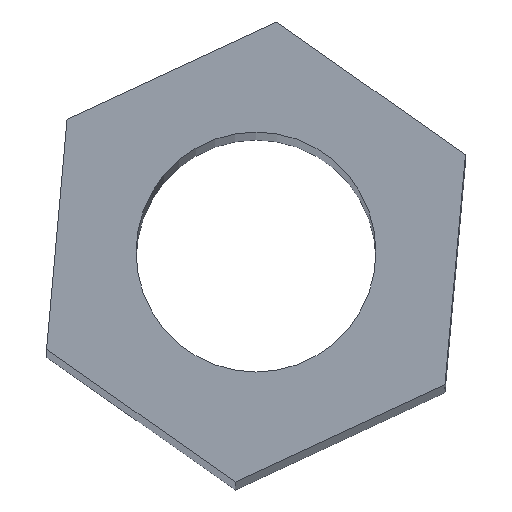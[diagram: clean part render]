
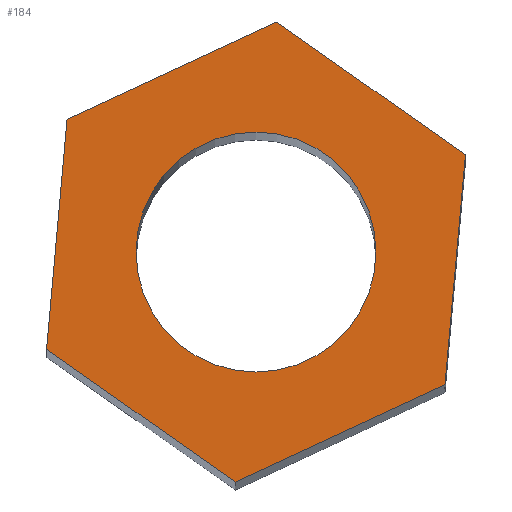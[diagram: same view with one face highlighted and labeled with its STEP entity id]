
A CAD part, top view. The second image highlights one B-rep face of the part: STEP entity #184.
In plain terms, the highlighted free-form (B-spline) face has degree [1, 1] with [2, 2] control points.
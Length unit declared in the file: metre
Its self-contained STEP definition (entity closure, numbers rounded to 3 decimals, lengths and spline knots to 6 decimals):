
#14=LINE('',#259,#32);
#18=LINE('',#270,#36);
#21=LINE('',#279,#39);
#24=LINE('',#288,#42);
#27=LINE('',#297,#45);
#29=LINE('',#313,#47);
#32=VECTOR('',#211,1.);
#36=VECTOR('',#215,1.);
#39=VECTOR('',#218,1.);
#42=VECTOR('',#221,1.);
#45=VECTOR('',#224,1.);
#47=VECTOR('',#230,1.);
#54=B_SPLINE_SURFACE_WITH_KNOTS('',1,1,((#314,#315),(#316,#317)),
 .PLANE_SURF.,.F.,.F.,.F.,(2,2),(2,2),(0.,1.),(0.,1.),.UNSPECIFIED.);
#90=ORIENTED_EDGE('',*,*,#106,.F.);
#91=ORIENTED_EDGE('',*,*,#126,.F.);
#92=ORIENTED_EDGE('',*,*,#112,.T.);
#93=ORIENTED_EDGE('',*,*,#116,.T.);
#94=ORIENTED_EDGE('',*,*,#119,.T.);
#95=ORIENTED_EDGE('',*,*,#122,.T.);
#96=ORIENTED_EDGE('',*,*,#125,.T.);
#97=ORIENTED_EDGE('',*,*,#129,.T.);
#106=EDGE_CURVE('',#130,#131,#146,.T.);
#112=EDGE_CURVE('',#137,#136,#14,.T.);
#116=EDGE_CURVE('',#136,#139,#18,.T.);
#119=EDGE_CURVE('',#139,#141,#21,.T.);
#122=EDGE_CURVE('',#141,#143,#24,.T.);
#125=EDGE_CURVE('',#143,#145,#27,.T.);
#126=EDGE_CURVE('',#131,#130,#148,.T.);
#129=EDGE_CURVE('',#145,#137,#29,.T.);
#130=VERTEX_POINT('',#241);
#131=VERTEX_POINT('',#242);
#136=VERTEX_POINT('',#258);
#137=VERTEX_POINT('',#260);
#139=VERTEX_POINT('',#269);
#141=VERTEX_POINT('',#278);
#143=VERTEX_POINT('',#287);
#145=VERTEX_POINT('',#296);
#146=CIRCLE('',#199,0.0015);
#148=CIRCLE('',#201,0.0015);
#158=EDGE_LOOP('',(#90,#91));
#159=EDGE_LOOP('',(#92,#93,#94,#95,#96,#97));
#170=FACE_BOUND('',#158,.T.);
#171=FACE_BOUND('',#159,.T.);
#184=ADVANCED_FACE('',(#170,#171),#54,.T.);
#199=AXIS2_PLACEMENT_3D('',#240,#205,#206);
#201=AXIS2_PLACEMENT_3D('',#306,#225,#226);
#205=DIRECTION('',(0.,0.,1.));
#206=DIRECTION('',(1.,0.,0.));
#211=DIRECTION('',(0.818,-0.575,0.));
#215=DIRECTION('',(0.907,0.421,0.));
#218=DIRECTION('',(0.089,0.996,0.));
#221=DIRECTION('',(-0.818,0.575,0.));
#224=DIRECTION('',(-0.907,-0.421,0.));
#225=DIRECTION('',(0.,0.,1.));
#226=DIRECTION('',(1.,0.,0.));
#230=DIRECTION('',(-0.089,-0.996,0.));
#240=CARTESIAN_POINT('',(-0.03,0.,0.057));
#241=CARTESIAN_POINT('',(-0.0315,0.,0.057));
#242=CARTESIAN_POINT('',(-0.0285,0.,0.057));
#258=CARTESIAN_POINT('',(-0.030256,-0.002875,0.057));
#259=CARTESIAN_POINT('',(-0.031437,-0.002045,0.057));
#260=CARTESIAN_POINT('',(-0.032618,-0.001216,0.057));
#269=CARTESIAN_POINT('',(-0.027638,-0.00166,0.057));
#270=CARTESIAN_POINT('',(-0.028947,-0.002268,0.057));
#278=CARTESIAN_POINT('',(-0.027382,0.001216,0.057));
#279=CARTESIAN_POINT('',(-0.02751,-0.000222,0.057));
#287=CARTESIAN_POINT('',(-0.029744,0.002875,0.057));
#288=CARTESIAN_POINT('',(-0.028563,0.002045,0.057));
#296=CARTESIAN_POINT('',(-0.032362,0.00166,0.057));
#297=CARTESIAN_POINT('',(-0.031053,0.002268,0.057));
#306=CARTESIAN_POINT('',(-0.03,0.,0.057));
#313=CARTESIAN_POINT('',(-0.03249,0.000222,0.057));
#314=CARTESIAN_POINT('',(-0.032915,-0.003201,0.057));
#315=CARTESIAN_POINT('',(-0.032915,0.003201,0.057));
#316=CARTESIAN_POINT('',(-0.027085,-0.003201,0.057));
#317=CARTESIAN_POINT('',(-0.027085,0.003201,0.057));
